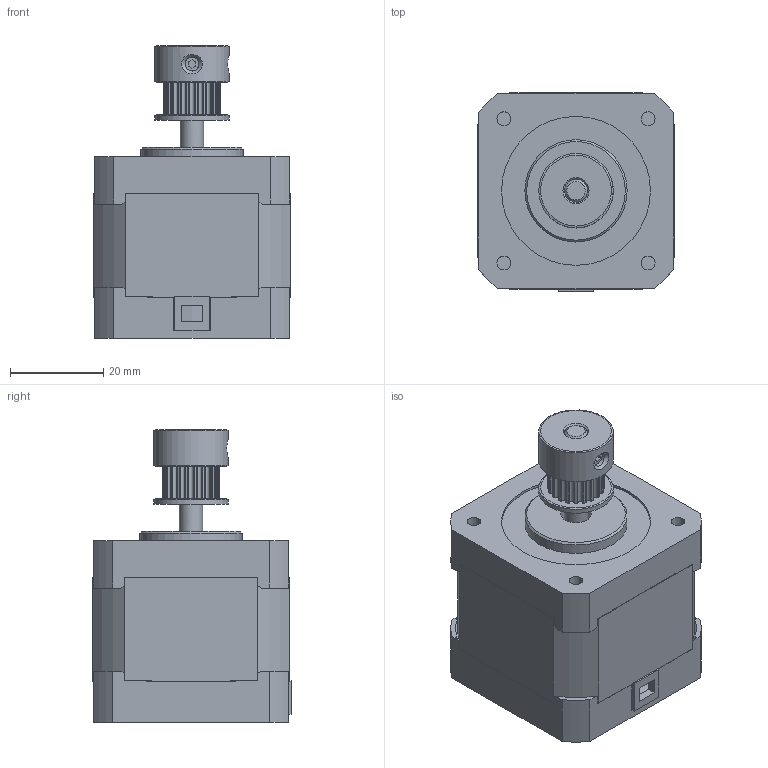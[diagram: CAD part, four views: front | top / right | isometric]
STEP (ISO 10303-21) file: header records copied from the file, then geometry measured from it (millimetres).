
FILE_DESCRIPTION(/* description */ (''),/* implementation_level */ '2;1');
FILE_NAME(/* name */ 'HT Motor.stp',/* time_stamp */ '2024-08-17T15:20:27-06:00',/* author */ ('PC'),/* organization */ (''),/* preprocessor_version */ 'ST-DEVELOPER v20',/* originating_system */ 'Autodesk Inventor 2025',/* authorisation */ '');
FILE_SCHEMA (('AUTOMOTIVE_DESIGN { 1 0 10303 214 3 1 1 }'));
Products named in the file (3): NEMA17 Midsize v1; GT2 20T 6mm Powge v2; Pieza24
Assembly tree (2 placements, depth 2):
  NEMA17 Midsize v1
    GT2 20T 6mm Powge v2
    Pieza24
Bounding box: 42.2 x 42.61 x 62.85 mm (x, y, z)
Volume: 38918.6 mm3; surface area: 33347.6 mm2
Topology: 9 solids, 9 shells, 1390 faces, 5085 edges, 3376 vertices
Faces by surface type: cylinder 696, plane 639, cone 44, torus 9, bspline 2
Full cylindrical faces by diameter (mm): 2.5 x8, 2.997 x8, 3 x4, 3.4 x4, 4.991 x1, 5 x1, 5.001 x2, 5.182 x1, 6.5 x1, 7.468 x1, 7.81 x1, 7.811 x3, 7.823 x4, 8.141 x4, 9 x1, 12 x2, 12.103 x4, 13.208 x4, 15.999 x2, 16 x4, 22 x1, 26 x2, 26.8 x2, 32 x1
Entity records: 57575 total; most frequent: CARTESIAN_POINT 11387, ORIENTED_EDGE 10170, DIRECTION 9992, EDGE_CURVE 5085, AXIS2_PLACEMENT_3D 3539, VERTEX_POINT 3376, LINE 2914, VECTOR 2914
